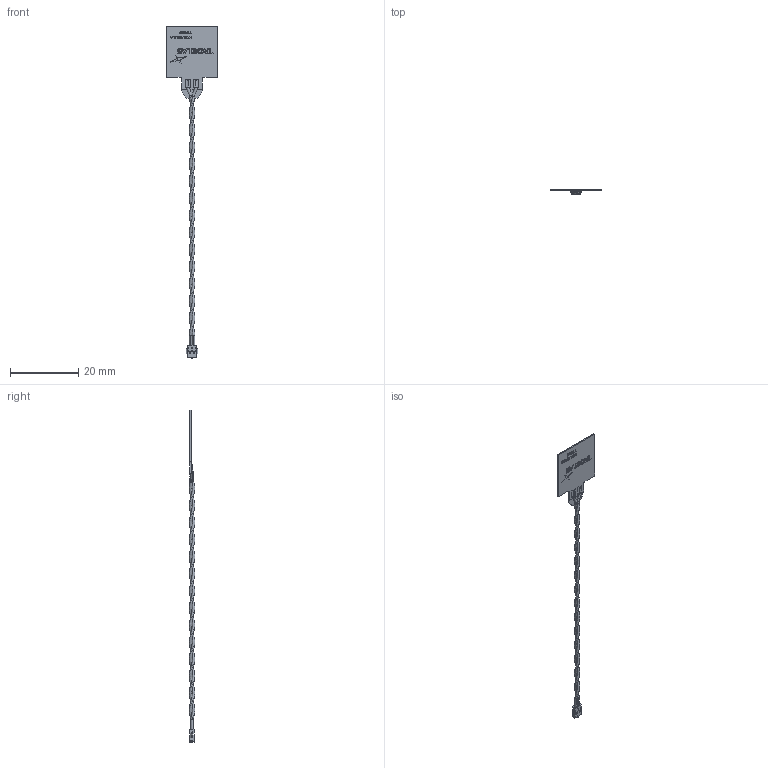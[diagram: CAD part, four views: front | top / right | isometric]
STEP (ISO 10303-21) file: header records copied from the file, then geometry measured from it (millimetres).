
FILE_DESCRIPTION (( 'STEP AP214' ), '1' );
FILE_NAME ('FXR.1515.52.0075X.A.dg_Web.STEP', '2024-07-30T11:25:13', ( '' ), ( '' ), 'SwSTEP 2.0', 'SolidWorks 2022', '' );
FILE_SCHEMA (( 'AUTOMOTIVE_DESIGN' ));
Length unit declared in the file: millimetre
Products named in the file (1): FXR.1515.52.0075X.A.dg_Web
Bounding box: 15 x 1.6 x 97.25 mm (x, y, z)
Surface area: 944.4 mm2 (no closed solid volume)
Topology: 0 solids, 5 shells, 210 faces, 1053 edges, 800 vertices
Faces by surface type: plane 155, bspline 30, cylinder 21, cone 4
Entity records: 20654 total; most frequent: CARTESIAN_POINT 10900, ORIENTED_EDGE 1478, DIRECTION 1199, EDGE_CURVE 1045, VERTEX_POINT 800, VECTOR 713, LINE 713, B_SPLINE_CURVE_WITH_KNOTS 258
